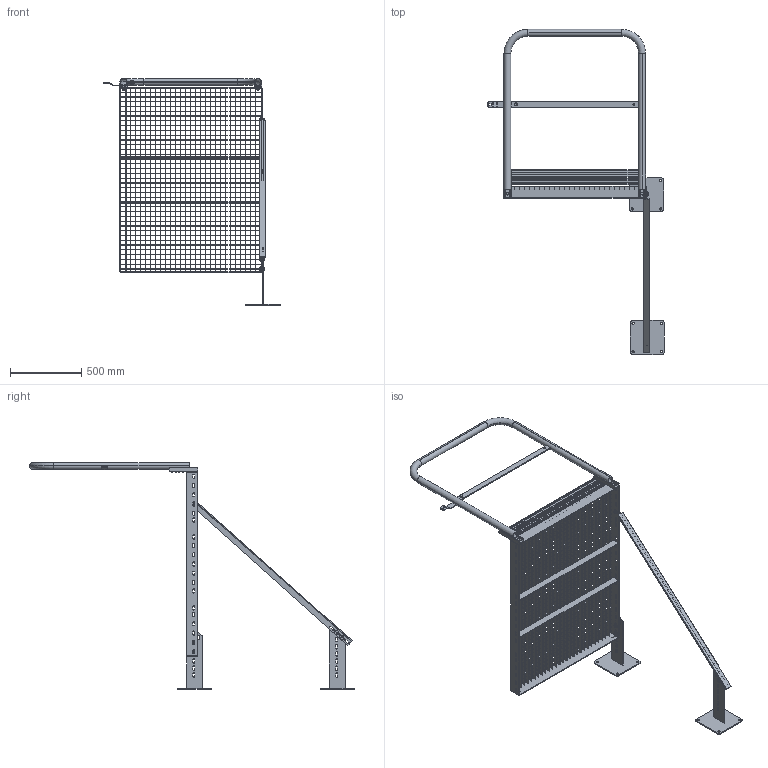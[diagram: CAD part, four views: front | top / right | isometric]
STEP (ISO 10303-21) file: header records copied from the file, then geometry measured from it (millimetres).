
FILE_DESCRIPTION (( 'STEP AP203' ), '1' );
FILE_NAME ('0529221801.STEP', '2024-07-02T08:48:53', ( '' ), ( '' ), 'SwSTEP 2.0', 'SolidWorks 2022', '' );
FILE_SCHEMA (( 'CONFIG_CONTROL_DESIGN' ));
Length unit declared in the file: metre
Products named in the file (1): 0529221801
Bounding box: 1240.54 x 2278.21 x 1591.15 mm (x, y, z)
Volume: 8794948.2 mm3; surface area: 5774259.2 mm2
Topology: 113 solids, 113 shells, 5540 faces, 15678 edges, 10376 vertices
Faces by surface type: plane 4933, cylinder 399, cone 184, torus 24
Entity records: 177768 total; most frequent: CARTESIAN_POINT 33260, ORIENTED_EDGE 31356, DIRECTION 27554, EDGE_CURVE 15678, LINE 14384, VECTOR 14384, VERTEX_POINT 10376, AXIS2_PLACEMENT_3D 6585
